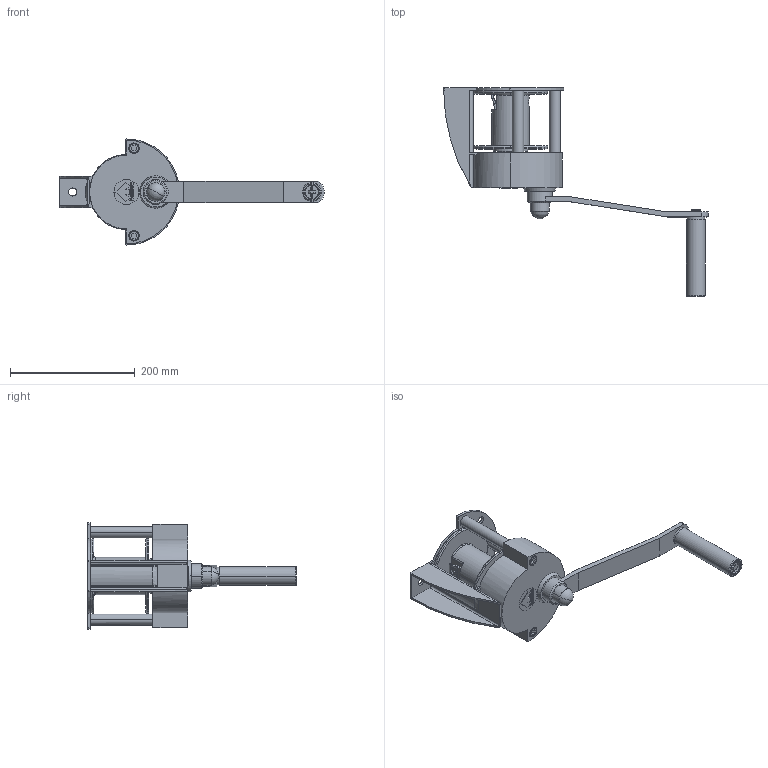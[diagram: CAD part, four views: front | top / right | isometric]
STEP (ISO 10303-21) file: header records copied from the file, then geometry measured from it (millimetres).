
FILE_DESCRIPTION(('CoCreate Modeling STEP Export'),'2;1');
FILE_NAME('205987.stp','2009-08-31T 9:02:00',(''),(''),'CoCreate Modeling STEP processor for AP214 (Solid Model)','CoCreate Modeling 16.00A 16-Aug-2008 (C) Parametric Technology GmbH','');
FILE_SCHEMA(('AUTOMOTIVE_DESIGN { 1 0 10303 214 1 1 1 1 }'));
Length unit declared in the file: millimetre
Products named in the file (3): Kurbel; Seilwinde; Seilwinde-TANGO-WV500
Assembly tree (2 placements, depth 2):
  Seilwinde-TANGO-WV500
    Seilwinde
    Kurbel
Bounding box: 423.75 x 333.9 x 170 mm (x, y, z)
Volume: 1661938.9 mm3; surface area: 252932.1 mm2
Topology: 2 solids, 2 shells, 476 faces, 1187 edges, 770 vertices
Faces by surface type: plane 226, cylinder 165, cone 54, torus 19, bspline 10, sphere 2
Entity records: 18036 total; most frequent: CARTESIAN_POINT 6247, ORIENTED_EDGE 2370, DIRECTION 1876, EDGE_CURVE 1185, VERTEX_POINT 770, VECTOR 632, LINE 632, AXIS2_PLACEMENT_3D 622
